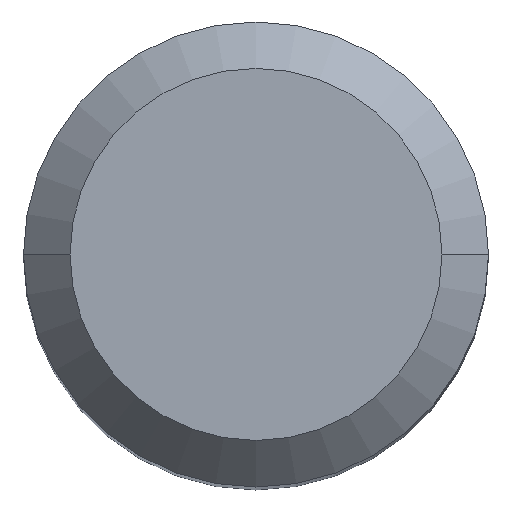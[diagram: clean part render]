
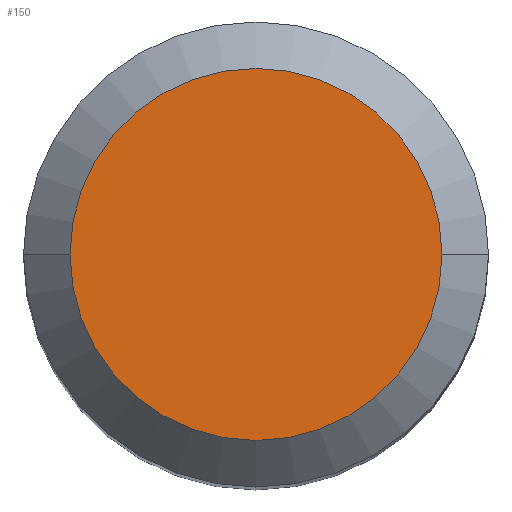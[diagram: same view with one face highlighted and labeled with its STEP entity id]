
A CAD part, top view. The second image highlights one B-rep face of the part: STEP entity #150.
In plain terms, the highlighted planar face has unit normal (0, 0, 1).
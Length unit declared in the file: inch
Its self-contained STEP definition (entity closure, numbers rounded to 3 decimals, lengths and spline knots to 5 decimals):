
#4 = CARTESIAN_POINT ( 'NONE',  ( 0., 0., 0. ) ) ;
#35 = PLANE ( 'NONE',  #416 ) ;
#38 = DIRECTION ( 'NONE',  ( 1., 0., 0. ) ) ;
#41 = CIRCLE ( 'NONE', #373, 0.18896 ) ;
#57 = EDGE_CURVE ( 'NONE', #96, #279, #41, .T. ) ;
#59 = CARTESIAN_POINT ( 'NONE',  ( 0.18896, 0., 0. ) ) ;
#72 = DIRECTION ( 'NONE',  ( -1., 0., 0. ) ) ;
#73 = CARTESIAN_POINT ( 'NONE',  ( 0., 0., 0. ) ) ;
#86 = CIRCLE ( 'NONE', #447, 0.18896 ) ;
#96 = VERTEX_POINT ( 'NONE', #392 ) ;
#150 = ADVANCED_FACE ( 'NONE', ( #449 ), #35, .F. ) ;
#193 = ORIENTED_EDGE ( 'NONE', *, *, #57, .T. ) ;
#207 = EDGE_LOOP ( 'NONE', ( #193, #332 ) ) ;
#218 = CARTESIAN_POINT ( 'NONE',  ( 0., 0., 0. ) ) ;
#262 = DIRECTION ( 'NONE',  ( 0., 0., -1. ) ) ;
#279 = VERTEX_POINT ( 'NONE', #59 ) ;
#295 = DIRECTION ( 'NONE',  ( 1., 0., 0. ) ) ;
#311 = DIRECTION ( 'NONE',  ( 0., 0., 1. ) ) ;
#332 = ORIENTED_EDGE ( 'NONE', *, *, #428, .T. ) ;
#360 = DIRECTION ( 'NONE',  ( 0., 0., 1. ) ) ;
#373 = AXIS2_PLACEMENT_3D ( 'NONE', #218, #360, #295 ) ;
#392 = CARTESIAN_POINT ( 'NONE',  ( -0.18896, 0., 0. ) ) ;
#416 = AXIS2_PLACEMENT_3D ( 'NONE', #73, #262, #72 ) ;
#428 = EDGE_CURVE ( 'NONE', #279, #96, #86, .T. ) ;
#447 = AXIS2_PLACEMENT_3D ( 'NONE', #4, #311, #38 ) ;
#449 = FACE_OUTER_BOUND ( 'NONE', #207, .T. ) ;
